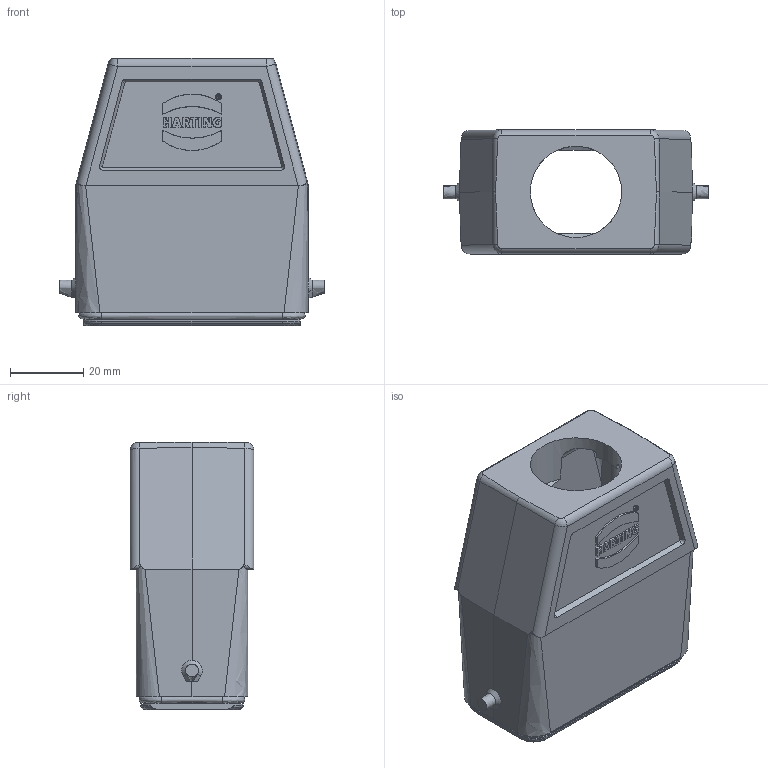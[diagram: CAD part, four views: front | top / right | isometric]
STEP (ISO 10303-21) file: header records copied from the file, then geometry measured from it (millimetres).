
FILE_DESCRIPTION(/* description */ (''),/* implementation_level */ '2;1');
FILE_NAME(/* name */ '100095262ugm000_c.stp',/* time_stamp */ '2018-10-02T13:45:22+02:00',/* author */ (''),/* organization */ (''),/* preprocessor_version */ 'ST-DEVELOPER v16.7',/* originating_system */ 'SIEMENS PLM Software NX 12.0',/* authorisation */ '');
FILE_SCHEMA (('AUTOMOTIVE_DESIGN { 1 0 10303 214 3 1 1 1 }'));
Length unit declared in the file: millimetre
Products named in the file (1): 100095262ugm000_c
Bounding box: 72.7 x 33.9 x 73.1 mm (x, y, z)
Volume: 51375.8 mm3; surface area: 26907.3 mm2
Topology: 1 solids, 3 shells, 342 faces, 1430 edges, 1627 vertices
Faces by surface type: plane 192, cylinder 66, cone 31, bspline 29, torus 14, sphere 10
Full cylindrical faces by diameter (mm): 3 x4, 25 x1
Entity records: 21357 total; most frequent: CARTESIAN_POINT 7687, ORIENTED_EDGE 1764, DIRECTION 1720, EDGE_CURVE 882, PRESENTATION_STYLE_ASSIGNMENT 867, LINE 690, VECTOR 690, VERTEX_POINT 580
